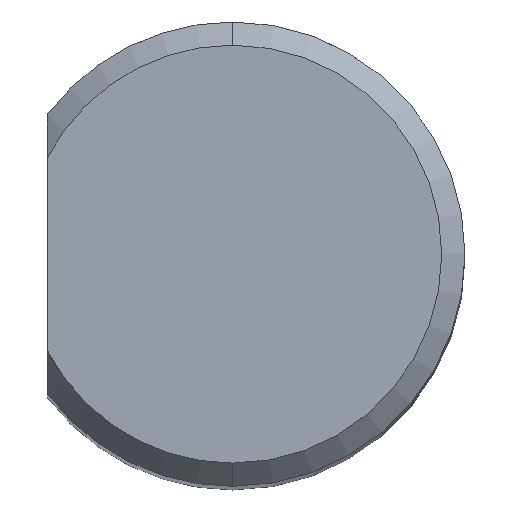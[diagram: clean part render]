
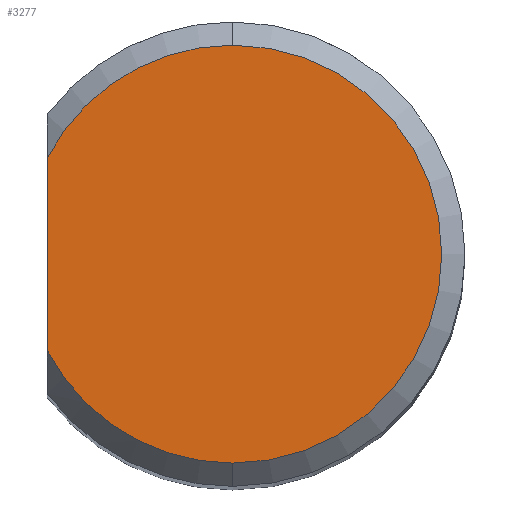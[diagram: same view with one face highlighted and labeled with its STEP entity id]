
A CAD part, top view. The second image highlights one B-rep face of the part: STEP entity #3277.
In plain terms, the highlighted planar face has unit normal (0, 0, 1).
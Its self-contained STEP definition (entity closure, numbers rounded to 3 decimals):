
#2977=EDGE_CURVE('NONE',#6247,#3473,#8014,.T.);
#3277=ADVANCED_FACE('NONE',(#8341),#8342,.F.);
#3473=VERTEX_POINT('NONE',#8553);
#4251=VERTEX_POINT('NONE',#9392);
#5375=EDGE_CURVE('NONE',#4251,#5613,#10601,.T.);
#5533=EDGE_CURVE('NONE',#3473,#4251,#10776,.F.);
#5549=EDGE_CURVE('NONE',#5613,#6247,#10794,.T.);
#5613=VERTEX_POINT('NONE',#10861);
#6247=VERTEX_POINT('NONE',#11548);
#8014=LINE('',#15093,#15094);
#8341=FACE_OUTER_BOUND('',#16337,.T.);
#8342=PLANE('',#16338);
#8553=CARTESIAN_POINT('',(-1.6,-0.825,0.));
#9392=CARTESIAN_POINT('',(0.,-1.8,0.));
#10601=CIRCLE('',#24455,1.8);
#10776=CIRCLE('',#24863,1.8);
#10794=CIRCLE('',#24930,1.8);
#10861=CARTESIAN_POINT('',(0.,1.8,0.));
#11548=CARTESIAN_POINT('',(-1.6,0.825,0.));
#15093=CARTESIAN_POINT('',(-1.6,-2.5,0.));
#15094=VECTOR('',#32987,1.0);
#16337=EDGE_LOOP('',(#33301,#33302,#33303,#33304));
#16338=AXIS2_PLACEMENT_3D('',#33305,#33306,#33307);
#24455=AXIS2_PLACEMENT_3D('',#35191,#35192,#35193);
#24863=AXIS2_PLACEMENT_3D('',#35399,#35400,#35401);
#24930=AXIS2_PLACEMENT_3D('',#35420,#35421,#35422);
#32987=DIRECTION('',(0.,-1.0,0.));
#33301=ORIENTED_EDGE('',*,*,#5533,.T.);
#33302=ORIENTED_EDGE('',*,*,#5375,.T.);
#33303=ORIENTED_EDGE('',*,*,#5549,.T.);
#33304=ORIENTED_EDGE('',*,*,#2977,.T.);
#33305=CARTESIAN_POINT('',(0.0,0.0,0.0));
#33306=DIRECTION('',(0.,0.,-1.0));
#33307=DIRECTION('',(1.0,0.,0.0));
#35191=CARTESIAN_POINT('',(0.0,0.0,0.0));
#35192=DIRECTION('',(0.,0.,1.0));
#35193=DIRECTION('',(0.,1.0,0.));
#35399=CARTESIAN_POINT('',(0.0,0.0,0.0));
#35400=DIRECTION('',(0.,0.,-1.0));
#35401=DIRECTION('',(0.,1.0,0.));
#35420=CARTESIAN_POINT('',(0.0,0.0,0.0));
#35421=DIRECTION('',(0.,0.,1.0));
#35422=DIRECTION('',(0.,1.0,0.));
